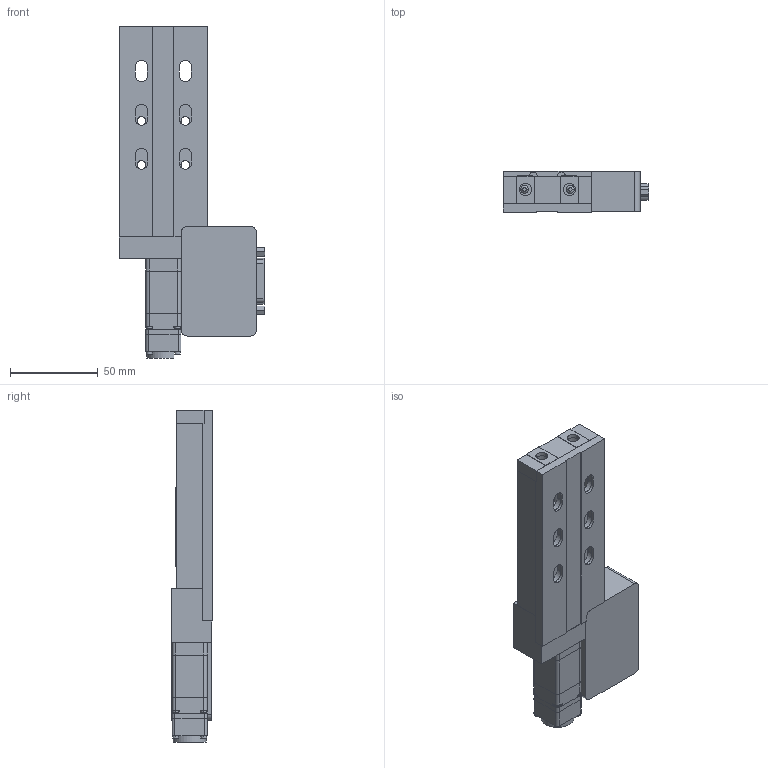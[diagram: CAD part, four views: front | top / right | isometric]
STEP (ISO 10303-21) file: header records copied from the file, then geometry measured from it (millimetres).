
FILE_DESCRIPTION (( 'STEP AP203' ), '1' );
FILE_NAME ('LRM025x-E03T3A.step', '2023-11-03T18:24:02', ( '' ), ( '' ), 'SwSTEP 2.0', 'SolidWorks 2019', '' );
FILE_SCHEMA (( 'CONFIG_CONTROL_DESIGN' ));
Length unit declared in the file: millimetre
Products named in the file (4): LRM025x-E03T3A; LRM_carriage^LRM_LRM; NMS08_motor^LRM_LRM-E03T3A; LRM_base^LRM_LRM025
Assembly tree (3 placements, depth 2):
  LRM025x-E03T3A
    LRM_base^LRM_LRM025
    LRM_carriage^LRM_LRM
    NMS08_motor^LRM_LRM-E03T3A
Bounding box: 82.57 x 23.48 x 189 mm (x, y, z)
Volume: 186884.1 mm3; surface area: 67806.1 mm2
Topology: 24 solids, 24 shells, 513 faces, 1243 edges, 826 vertices
Faces by surface type: plane 281, cylinder 224, torus 8
Entity records: 15595 total; most frequent: DIRECTION 2747, CARTESIAN_POINT 2588, ORIENTED_EDGE 2486, EDGE_CURVE 1243, AXIS2_PLACEMENT_3D 985, VERTEX_POINT 826, LINE 777, VECTOR 777
